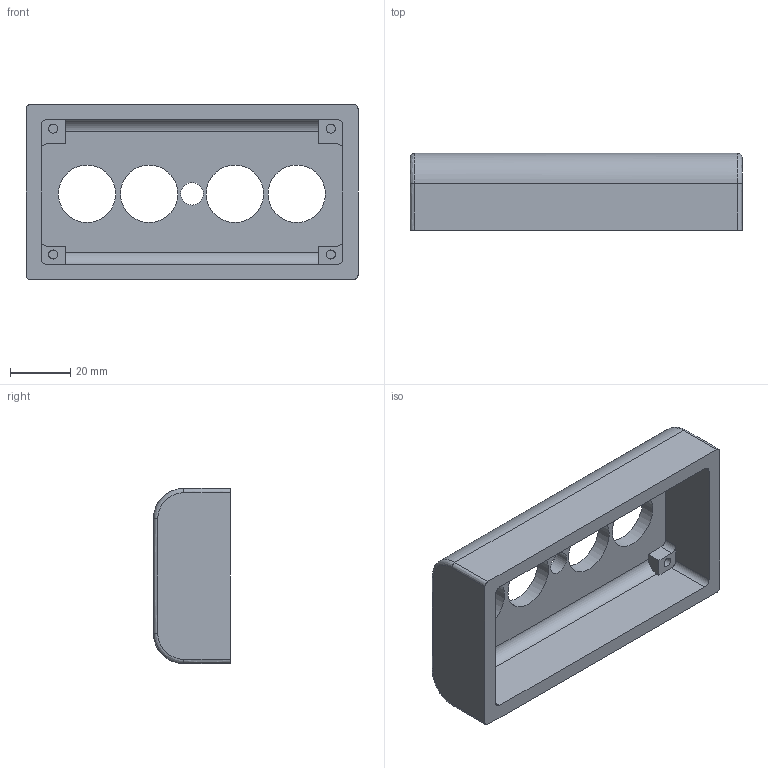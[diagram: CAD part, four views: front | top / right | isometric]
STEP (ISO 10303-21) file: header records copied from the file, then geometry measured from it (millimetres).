
FILE_DESCRIPTION(/* description */ (''),/* implementation_level */ '2;1');
FILE_NAME(/* name */ 'body.step',/* time_stamp */ '2020-06-10T17:55:11+03:00',/* author */ (''),/* organization */ (''),/* preprocessor_version */ 'ST-DEVELOPER v18.1',/* originating_system */ 'Autodesk Translation Framework v9.3.0.1241',/* authorisation */ '');
FILE_SCHEMA (('AUTOMOTIVE_DESIGN { 1 0 10303 214 3 1 1 }'));
Length unit declared in the file: millimetre
Products named in the file (1): body
Bounding box: 110 x 25.5 x 58 mm (x, y, z)
Volume: 55171.6 mm3; surface area: 25068.6 mm2
Topology: 1 solids, 1 shells, 58 faces, 145 edges, 94 vertices
Faces by surface type: plane 27, cylinder 21, bspline 10
Full cylindrical faces by diameter (mm): 3 x4, 7.5 x1, 19 x4
Entity records: 2119 total; most frequent: CARTESIAN_POINT 728, ORIENTED_EDGE 290, DIRECTION 249, EDGE_CURVE 145, VERTEX_POINT 94, AXIS2_PLACEMENT_3D 87, LINE 75, VECTOR 75
